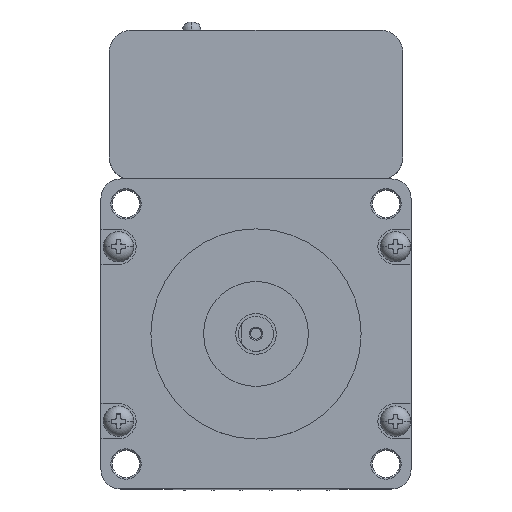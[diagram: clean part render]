
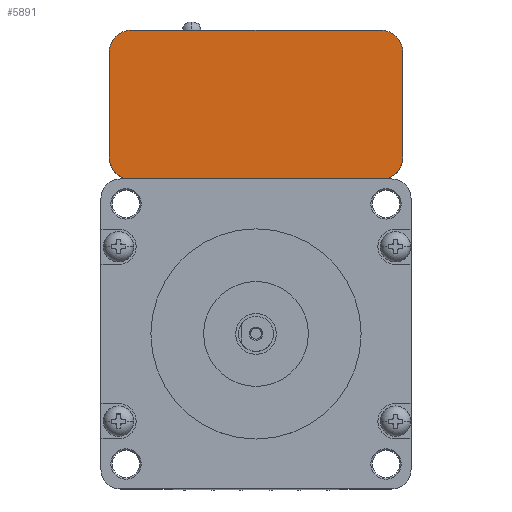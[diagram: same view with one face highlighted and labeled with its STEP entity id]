
A CAD part, top view. The second image highlights one B-rep face of the part: STEP entity #5891.
In plain terms, the highlighted planar face has unit normal (0, 0, 1).
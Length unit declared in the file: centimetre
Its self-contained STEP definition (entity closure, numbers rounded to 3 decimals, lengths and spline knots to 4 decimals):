
#407 = CIRCLE ( 'NONE', #17942, 0.41 ) ;
#484 = DIRECTION ( 'NONE',  ( -1., 0., 0. ) ) ;
#571 = CARTESIAN_POINT ( 'NONE',  ( -2.2505, 5.11, 3.95 ) ) ;
#1133 = CARTESIAN_POINT ( 'NONE',  ( 2.6605, 3.22, 3.95 ) ) ;
#1380 = DIRECTION ( 'NONE',  ( 0., -1., 0. ) ) ;
#1551 = DIRECTION ( 'NONE',  ( 0., 0., 1. ) ) ;
#1969 = VERTEX_POINT ( 'NONE', #8036 ) ;
#2021 = AXIS2_PLACEMENT_3D ( 'NONE', #27033, #2620, #18216 ) ;
#2084 = ORIENTED_EDGE ( 'NONE', *, *, #6908, .T. ) ;
#2472 = VECTOR ( 'NONE', #1380, 100. ) ;
#2620 = DIRECTION ( 'NONE',  ( 0., 0., -1. ) ) ;
#2702 = CIRCLE ( 'NONE', #9412, 0.41 ) ;
#2749 = ORIENTED_EDGE ( 'NONE', *, *, #27591, .F. ) ;
#3144 = DIRECTION ( 'NONE',  ( -1., 0., 0. ) ) ;
#3318 = LINE ( 'NONE', #11602, #7509 ) ;
#3454 = CARTESIAN_POINT ( 'NONE',  ( -1.88, 2.81, 3.95 ) ) ;
#3527 = VERTEX_POINT ( 'NONE', #27746 ) ;
#3681 = DIRECTION ( 'NONE',  ( 0., 0., 1. ) ) ;
#3850 = AXIS2_PLACEMENT_3D ( 'NONE', #22958, #18762, #3144 ) ;
#4121 = VERTEX_POINT ( 'NONE', #11776 ) ;
#4254 = LINE ( 'NONE', #21921, #28353 ) ;
#4448 = CIRCLE ( 'NONE', #25286, 0.41 ) ;
#4466 = VERTEX_POINT ( 'NONE', #22230 ) ;
#4616 = ORIENTED_EDGE ( 'NONE', *, *, #12956, .T. ) ;
#5703 = DIRECTION ( 'NONE',  ( 0., 1., 0. ) ) ;
#5891 = ADVANCED_FACE ( 'NONE', ( #8878 ), #15969, .F. ) ;
#6196 = DIRECTION ( 'NONE',  ( -1., 0., 0. ) ) ;
#6908 = EDGE_CURVE ( 'NONE', #8113, #4121, #4448, .T. ) ;
#6931 = VERTEX_POINT ( 'NONE', #19101 ) ;
#7509 = VECTOR ( 'NONE', #13819, 100. ) ;
#7570 = CARTESIAN_POINT ( 'NONE',  ( -2.6605, 3.22, 3.95 ) ) ;
#7696 = DIRECTION ( 'NONE',  ( -1., 0., 0. ) ) ;
#7853 = VECTOR ( 'NONE', #14376, 100. ) ;
#8036 = CARTESIAN_POINT ( 'NONE',  ( 2.2505, 5.52, 3.95 ) ) ;
#8104 = ORIENTED_EDGE ( 'NONE', *, *, #21578, .T. ) ;
#8113 = VERTEX_POINT ( 'NONE', #7570 ) ;
#8216 = VERTEX_POINT ( 'NONE', #1133 ) ;
#8622 = DIRECTION ( 'NONE',  ( 0., 0., -1. ) ) ;
#8878 = FACE_OUTER_BOUND ( 'NONE', #18044, .T. ) ;
#8892 = VERTEX_POINT ( 'NONE', #15525 ) ;
#9412 = AXIS2_PLACEMENT_3D ( 'NONE', #21155, #12399, #7696 ) ;
#9468 = LINE ( 'NONE', #14999, #2472 ) ;
#9579 = VERTEX_POINT ( 'NONE', #3454 ) ;
#9880 = VECTOR ( 'NONE', #11581, 100. ) ;
#10607 = LINE ( 'NONE', #20519, #9880 ) ;
#10694 = DIRECTION ( 'NONE',  ( 1., 0., 0. ) ) ;
#11336 = VERTEX_POINT ( 'NONE', #20365 ) ;
#11581 = DIRECTION ( 'NONE',  ( -1., 0., 0. ) ) ;
#11602 = CARTESIAN_POINT ( 'NONE',  ( -1.88, 5.52, 3.95 ) ) ;
#11776 = CARTESIAN_POINT ( 'NONE',  ( -2.2505, 2.81, 3.95 ) ) ;
#11911 = DIRECTION ( 'NONE',  ( 0., 0., 1. ) ) ;
#12399 = DIRECTION ( 'NONE',  ( 0., 0., 1. ) ) ;
#12612 = VERTEX_POINT ( 'NONE', #15702 ) ;
#12641 = EDGE_CURVE ( 'NONE', #24392, #12612, #17187, .T. ) ;
#12653 = DIRECTION ( 'NONE',  ( -1., 0., 0. ) ) ;
#12790 = DIRECTION ( 'NONE',  ( -1., 0., 0. ) ) ;
#12956 = EDGE_CURVE ( 'NONE', #23250, #1969, #407, .T. ) ;
#13576 = ORIENTED_EDGE ( 'NONE', *, *, #16937, .T. ) ;
#13604 = EDGE_CURVE ( 'NONE', #25568, #4466, #9468, .T. ) ;
#13819 = DIRECTION ( 'NONE',  ( 1., 0., 0. ) ) ;
#14330 = CIRCLE ( 'NONE', #14450, 0.36 ) ;
#14376 = DIRECTION ( 'NONE',  ( -1., 0., 0. ) ) ;
#14393 = ORIENTED_EDGE ( 'NONE', *, *, #12641, .T. ) ;
#14450 = AXIS2_PLACEMENT_3D ( 'NONE', #19539, #8622, #6196 ) ;
#14785 = ORIENTED_EDGE ( 'NONE', *, *, #15774, .T. ) ;
#14889 = CARTESIAN_POINT ( 'NONE',  ( 2.2505, 5.11, 3.95 ) ) ;
#14923 = CARTESIAN_POINT ( 'NONE',  ( -2.6605, 2.81, 3.95 ) ) ;
#14999 = CARTESIAN_POINT ( 'NONE',  ( 1.88, 1.88, 3.95 ) ) ;
#15511 = ORIENTED_EDGE ( 'NONE', *, *, #27755, .F. ) ;
#15525 = CARTESIAN_POINT ( 'NONE',  ( 2.2505, 2.81, 3.95 ) ) ;
#15702 = CARTESIAN_POINT ( 'NONE',  ( -2.6605, 5.11, 3.95 ) ) ;
#15774 = EDGE_CURVE ( 'NONE', #8892, #8216, #2702, .T. ) ;
#15969 = PLANE ( 'NONE',  #2021 ) ;
#16763 = ORIENTED_EDGE ( 'NONE', *, *, #19440, .F. ) ;
#16810 = CARTESIAN_POINT ( 'NONE',  ( -2.6605, 5.52, 3.95 ) ) ;
#16863 = DIRECTION ( 'NONE',  ( 0., -1., 0. ) ) ;
#16937 = EDGE_CURVE ( 'NONE', #6931, #11336, #14330, .T. ) ;
#17187 = CIRCLE ( 'NONE', #29015, 0.41 ) ;
#17942 = AXIS2_PLACEMENT_3D ( 'NONE', #14889, #1551, #12790 ) ;
#18012 = VECTOR ( 'NONE', #10694, 100. ) ;
#18044 = EDGE_LOOP ( 'NONE', ( #27208, #4616, #2749, #14393, #28293, #2084, #8104, #16763, #13576, #15511, #27235, #21876, #21798, #14785 ) ) ;
#18216 = DIRECTION ( 'NONE',  ( -1., 0., 0. ) ) ;
#18712 = LINE ( 'NONE', #14923, #18012 ) ;
#18762 = DIRECTION ( 'NONE',  ( 0., 0., -1. ) ) ;
#19101 = CARTESIAN_POINT ( 'NONE',  ( -1.88, 2.45, 3.95 ) ) ;
#19440 = EDGE_CURVE ( 'NONE', #6931, #9579, #4254, .T. ) ;
#19539 = CARTESIAN_POINT ( 'NONE',  ( -1.52, 2.45, 3.95 ) ) ;
#19722 = VECTOR ( 'NONE', #5703, 100. ) ;
#20171 = VECTOR ( 'NONE', #16863, 100. ) ;
#20365 = CARTESIAN_POINT ( 'NONE',  ( -1.52, 2.81, 3.95 ) ) ;
#20519 = CARTESIAN_POINT ( 'NONE',  ( 2.6605, 2.81, 3.95 ) ) ;
#21155 = CARTESIAN_POINT ( 'NONE',  ( 2.2505, 3.22, 3.95 ) ) ;
#21444 = CARTESIAN_POINT ( 'NONE',  ( 2.6605, 5.52, 3.95 ) ) ;
#21578 = EDGE_CURVE ( 'NONE', #4121, #9579, #18712, .T. ) ;
#21608 = CARTESIAN_POINT ( 'NONE',  ( -2.2505, 3.22, 3.95 ) ) ;
#21798 = ORIENTED_EDGE ( 'NONE', *, *, #23818, .F. ) ;
#21876 = ORIENTED_EDGE ( 'NONE', *, *, #13604, .F. ) ;
#21921 = CARTESIAN_POINT ( 'NONE',  ( -1.88, 0., 3.95 ) ) ;
#22230 = CARTESIAN_POINT ( 'NONE',  ( 1.88, 2.45, 3.95 ) ) ;
#22847 = CARTESIAN_POINT ( 'NONE',  ( -2.2505, 5.52, 3.95 ) ) ;
#22958 = CARTESIAN_POINT ( 'NONE',  ( 1.52, 2.45, 3.95 ) ) ;
#23034 = EDGE_CURVE ( 'NONE', #8113, #12612, #25659, .T. ) ;
#23250 = VERTEX_POINT ( 'NONE', #26774 ) ;
#23818 = EDGE_CURVE ( 'NONE', #8892, #25568, #10607, .T. ) ;
#24392 = VERTEX_POINT ( 'NONE', #22847 ) ;
#25110 = EDGE_CURVE ( 'NONE', #23250, #8216, #26134, .T. ) ;
#25261 = EDGE_CURVE ( 'NONE', #3527, #4466, #26114, .T. ) ;
#25286 = AXIS2_PLACEMENT_3D ( 'NONE', #21608, #3681, #12653 ) ;
#25568 = VERTEX_POINT ( 'NONE', #26158 ) ;
#25657 = LINE ( 'NONE', #27823, #7853 ) ;
#25659 = LINE ( 'NONE', #16810, #19722 ) ;
#26114 = CIRCLE ( 'NONE', #3850, 0.36 ) ;
#26134 = LINE ( 'NONE', #21444, #20171 ) ;
#26158 = CARTESIAN_POINT ( 'NONE',  ( 1.88, 2.81, 3.95 ) ) ;
#26774 = CARTESIAN_POINT ( 'NONE',  ( 2.6605, 5.11, 3.95 ) ) ;
#27033 = CARTESIAN_POINT ( 'NONE',  ( 0., 0., 3.95 ) ) ;
#27208 = ORIENTED_EDGE ( 'NONE', *, *, #25110, .F. ) ;
#27235 = ORIENTED_EDGE ( 'NONE', *, *, #25261, .T. ) ;
#27591 = EDGE_CURVE ( 'NONE', #24392, #1969, #3318, .T. ) ;
#27746 = CARTESIAN_POINT ( 'NONE',  ( 1.52, 2.81, 3.95 ) ) ;
#27755 = EDGE_CURVE ( 'NONE', #3527, #11336, #25657, .T. ) ;
#27823 = CARTESIAN_POINT ( 'NONE',  ( 2.6605, 2.81, 3.95 ) ) ;
#28293 = ORIENTED_EDGE ( 'NONE', *, *, #23034, .F. ) ;
#28353 = VECTOR ( 'NONE', #28513, 100. ) ;
#28513 = DIRECTION ( 'NONE',  ( 0., 1., 0. ) ) ;
#29015 = AXIS2_PLACEMENT_3D ( 'NONE', #571, #11911, #484 ) ;
